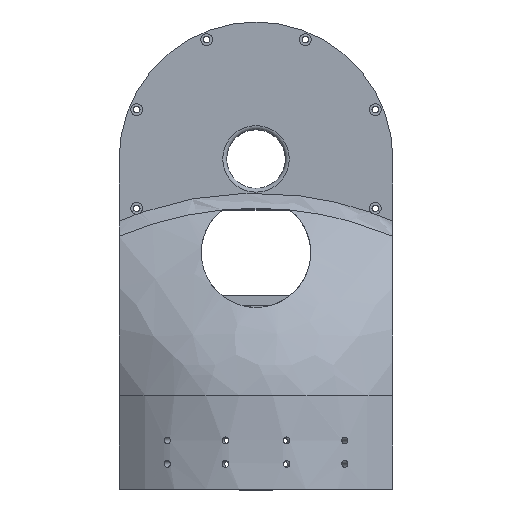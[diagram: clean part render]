
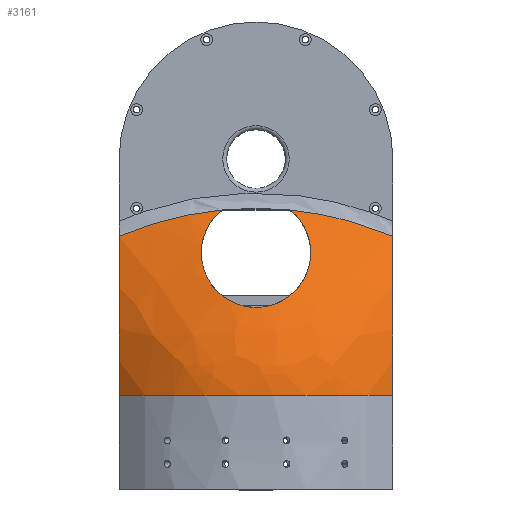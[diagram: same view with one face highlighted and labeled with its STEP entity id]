
A CAD part, top view. The second image highlights one B-rep face of the part: STEP entity #3161.
In plain terms, the highlighted free-form (B-spline) face has degree [3, 3] with [8, 4] control points.
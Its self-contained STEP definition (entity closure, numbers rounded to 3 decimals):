
#45=B_SPLINE_SURFACE_WITH_KNOTS('',3,3,((#7212,#7213,#7214,#7215),(#7216,
#7217,#7218,#7219),(#7220,#7221,#7222,#7223),(#7224,#7225,#7226,#7227),
(#7228,#7229,#7230,#7231),(#7232,#7233,#7234,#7235),(#7236,#7237,#7238,
#7239),(#7240,#7241,#7242,#7243)),.UNSPECIFIED.,.F.,.F.,.F.,(4,1,1,1,1,
4),(4,4),(0.,0.143,0.286,0.571,0.857,
1.),(0.035,1.),.UNSPECIFIED.);
#205=B_SPLINE_CURVE_WITH_KNOTS('',3,(#5689,#5690,#5691,#5692,#5693,#5694,
#5695,#5696,#5697,#5698,#5699,#5700),.UNSPECIFIED.,.F.,.F.,(4,2,2,2,2,4),
(-6.061,-5.295,-4.357,-2.661,
-1.16,0.),.UNSPECIFIED.);
#206=B_SPLINE_CURVE_WITH_KNOTS('',3,(#5702,#5703,#5704,#5705,#5706,#5707,
#5708,#5709,#5710,#5711,#5712,#5713),.UNSPECIFIED.,.F.,.F.,(4,2,2,2,2,4),
(-3.921,-3.31,-2.465,-1.765,
-1.011,0.),.UNSPECIFIED.);
#207=B_SPLINE_CURVE_WITH_KNOTS('',3,(#5715,#5716,#5717,#5718,#5719,#5720,
#5721,#5722,#5723,#5724,#5725,#5726),.UNSPECIFIED.,.F.,.F.,(4,2,2,2,2,4),
(-6.079,-5.346,-4.648,-2.941,
-1.277,-0.021),.UNSPECIFIED.);
#228=B_SPLINE_CURVE_WITH_KNOTS('',3,(#6332,#6333,#6334,#6335,#6336),
 .UNSPECIFIED.,.F.,.F.,(4,1,4),(9.345,10.737,15.032),
 .UNSPECIFIED.);
#232=B_SPLINE_CURVE_WITH_KNOTS('',3,(#6353,#6354,#6355,#6356,#6357),
 .UNSPECIFIED.,.F.,.F.,(4,1,4),(0.,2.147,
5.688),.UNSPECIFIED.);
#274=B_SPLINE_CURVE_WITH_KNOTS('',3,(#7245,#7246,#7247,#7248),
 .UNSPECIFIED.,.F.,.F.,(4,4),(0.041,1.),.UNSPECIFIED.);
#275=B_SPLINE_CURVE_WITH_KNOTS('',3,(#7250,#7251,#7252,#7253),
 .UNSPECIFIED.,.F.,.F.,(4,4),(0.041,1.),.UNSPECIFIED.);
#845=FACE_OUTER_BOUND('',#1075,.T.);
#1075=EDGE_LOOP('',(#2862,#2863,#2864,#2865,#2866,#2867,#2868,#2869));
#1231=CIRCLE('',#3450,100.);
#1369=VERTEX_POINT('',#5683);
#1370=VERTEX_POINT('',#5688);
#1371=VERTEX_POINT('',#5701);
#1372=VERTEX_POINT('',#5714);
#1496=VERTEX_POINT('',#6325);
#1499=VERTEX_POINT('',#6352);
#1546=VERTEX_POINT('',#7042);
#1549=VERTEX_POINT('',#7244);
#1749=EDGE_CURVE('',#1369,#1370,#205,.T.);
#1750=EDGE_CURVE('',#1370,#1371,#206,.T.);
#1751=EDGE_CURVE('',#1371,#1372,#207,.T.);
#1926=EDGE_CURVE('',#1369,#1496,#228,.T.);
#1930=EDGE_CURVE('',#1499,#1372,#232,.T.);
#2001=EDGE_CURVE('',#1496,#1549,#274,.T.);
#2002=EDGE_CURVE('',#1549,#1546,#1231,.T.);
#2003=EDGE_CURVE('',#1499,#1546,#275,.T.);
#2862=ORIENTED_EDGE('',*,*,#1750,.F.);
#2863=ORIENTED_EDGE('',*,*,#1749,.F.);
#2864=ORIENTED_EDGE('',*,*,#1926,.T.);
#2865=ORIENTED_EDGE('',*,*,#2001,.T.);
#2866=ORIENTED_EDGE('',*,*,#2002,.T.);
#2867=ORIENTED_EDGE('',*,*,#2003,.F.);
#2868=ORIENTED_EDGE('',*,*,#1930,.T.);
#2869=ORIENTED_EDGE('',*,*,#1751,.F.);
#3161=ADVANCED_FACE('',(#845),#45,.F.);
#3450=AXIS2_PLACEMENT_3D('',#7249,#4152,#4153);
#4152=DIRECTION('center_axis',(0.,1.,0.));
#4153=DIRECTION('ref_axis',(0.7,0.,0.714));
#5683=CARTESIAN_POINT('',(-17.47,123.881,45.853));
#5688=CARTESIAN_POINT('',(-17.321,80.,79.746));
#5689=CARTESIAN_POINT('Ctrl Pts',(-17.47,123.881,45.853));
#5690=CARTESIAN_POINT('Ctrl Pts',(-19.287,122.431,46.923));
#5691=CARTESIAN_POINT('Ctrl Pts',(-20.869,120.798,48.133));
#5692=CARTESIAN_POINT('Ctrl Pts',(-23.854,116.908,51.031));
#5693=CARTESIAN_POINT('Ctrl Pts',(-25.139,114.595,52.765));
#5694=CARTESIAN_POINT('Ctrl Pts',(-27.766,107.883,57.83));
#5695=CARTESIAN_POINT('Ctrl Pts',(-28.331,103.28,61.34));
#5696=CARTESIAN_POINT('Ctrl Pts',(-27.362,94.844,67.874));
#5697=CARTESIAN_POINT('Ctrl Pts',(-26.057,90.945,70.939));
#5698=CARTESIAN_POINT('Ctrl Pts',(-22.227,84.673,75.948));
#5699=CARTESIAN_POINT('Ctrl Pts',(-20.032,82.135,78.002));
#5700=CARTESIAN_POINT('Ctrl Pts',(-17.321,80.,79.746));
#5701=CARTESIAN_POINT('',(17.321,80.,79.746));
#5702=CARTESIAN_POINT('Ctrl Pts',(-17.321,80.,79.746));
#5703=CARTESIAN_POINT('Ctrl Pts',(-15.893,78.876,80.664));
#5704=CARTESIAN_POINT('Ctrl Pts',(-14.323,77.865,81.495));
#5705=CARTESIAN_POINT('Ctrl Pts',(-10.268,75.818,83.182));
#5706=CARTESIAN_POINT('Ctrl Pts',(-7.695,74.935,83.914));
#5707=CARTESIAN_POINT('Ctrl Pts',(-2.695,74.035,84.662));
#5708=CARTESIAN_POINT('Ctrl Pts',(-0.379,73.906,84.769));
#5709=CARTESIAN_POINT('Ctrl Pts',(4.434,74.24,84.491));
#5710=CARTESIAN_POINT('Ctrl Pts',(6.854,74.744,84.072));
#5711=CARTESIAN_POINT('Ctrl Pts',(12.211,76.595,82.541));
#5712=CARTESIAN_POINT('Ctrl Pts',(14.956,78.139,81.267));
#5713=CARTESIAN_POINT('Ctrl Pts',(17.321,80.,79.746));
#5714=CARTESIAN_POINT('',(17.47,123.881,45.853));
#5715=CARTESIAN_POINT('Ctrl Pts',(17.321,80.,79.746));
#5716=CARTESIAN_POINT('Ctrl Pts',(19.038,81.352,78.642));
#5717=CARTESIAN_POINT('Ctrl Pts',(20.548,82.866,77.412));
#5718=CARTESIAN_POINT('Ctrl Pts',(23.081,86.027,74.866));
#5719=CARTESIAN_POINT('Ctrl Pts',(24.128,87.666,73.554));
#5720=CARTESIAN_POINT('Ctrl Pts',(27.092,93.528,68.9));
#5721=CARTESIAN_POINT('Ctrl Pts',(28.095,98.088,65.344));
#5722=CARTESIAN_POINT('Ctrl Pts',(27.893,107.057,58.455));
#5723=CARTESIAN_POINT('Ctrl Pts',(26.742,111.513,55.08));
#5724=CARTESIAN_POINT('Ctrl Pts',(22.782,118.653,49.725));
#5725=CARTESIAN_POINT('Ctrl Pts',(20.442,121.508,47.603));
#5726=CARTESIAN_POINT('Ctrl Pts',(17.47,123.881,45.853));
#6325=CARTESIAN_POINT('',(-70.,110.534,45.259));
#6332=CARTESIAN_POINT('Ctrl Pts',(-17.47,123.883,45.852));
#6333=CARTESIAN_POINT('Ctrl Pts',(-21.892,123.447,45.841));
#6334=CARTESIAN_POINT('Ctrl Pts',(-39.878,120.995,45.775));
#6335=CARTESIAN_POINT('Ctrl Pts',(-57.364,115.801,45.619));
#6336=CARTESIAN_POINT('Ctrl Pts',(-70.,110.534,45.259));
#6352=CARTESIAN_POINT('',(70.,110.534,45.259));
#6353=CARTESIAN_POINT('Ctrl Pts',(70.,110.534,45.259));
#6354=CARTESIAN_POINT('Ctrl Pts',(63.682,113.167,45.439));
#6355=CARTESIAN_POINT('Ctrl Pts',(46.586,119.274,45.736));
#6356=CARTESIAN_POINT('Ctrl Pts',(28.706,122.771,45.828));
#6357=CARTESIAN_POINT('Ctrl Pts',(17.47,123.881,45.854));
#7042=CARTESIAN_POINT('',(70.,29.,71.414));
#7212=CARTESIAN_POINT('Ctrl Pts',(-70.,111.03,44.934));
#7213=CARTESIAN_POINT('Ctrl Pts',(-70.,84.151,62.588));
#7214=CARTESIAN_POINT('Ctrl Pts',(-70.,59.942,71.414));
#7215=CARTESIAN_POINT('Ctrl Pts',(-70.,29.,71.414));
#7216=CARTESIAN_POINT('Ctrl Pts',(-63.729,113.597,45.12));
#7217=CARTESIAN_POINT('Ctrl Pts',(-64.084,85.805,64.546));
#7218=CARTESIAN_POINT('Ctrl Pts',(-64.726,59.942,76.584));
#7219=CARTESIAN_POINT('Ctrl Pts',(-64.726,29.,76.584));
#7220=CARTESIAN_POINT('Ctrl Pts',(-50.85,118.038,45.438));
#7221=CARTESIAN_POINT('Ctrl Pts',(-51.613,88.678,67.921));
#7222=CARTESIAN_POINT('Ctrl Pts',(-53.026,59.942,85.741));
#7223=CARTESIAN_POINT('Ctrl Pts',(-53.026,29.,85.741));
#7224=CARTESIAN_POINT('Ctrl Pts',(-24.123,124.03,45.864));
#7225=CARTESIAN_POINT('Ctrl Pts',(-24.831,92.575,72.462));
#7226=CARTESIAN_POINT('Ctrl Pts',(-26.184,59.942,98.509));
#7227=CARTESIAN_POINT('Ctrl Pts',(-26.184,29.,98.509));
#7228=CARTESIAN_POINT('Ctrl Pts',(10.391,125.929,45.998));
#7229=CARTESIAN_POINT('Ctrl Pts',(10.742,93.817,73.893));
#7230=CARTESIAN_POINT('Ctrl Pts',(11.423,59.942,102.703));
#7231=CARTESIAN_POINT('Ctrl Pts',(11.423,29.,102.703));
#7232=CARTESIAN_POINT('Ctrl Pts',(44.412,120.262,45.597));
#7233=CARTESIAN_POINT('Ctrl Pts',(45.38,90.117,69.612));
#7234=CARTESIAN_POINT('Ctrl Pts',(47.192,59.942,90.35));
#7235=CARTESIAN_POINT('Ctrl Pts',(47.192,29.,90.35));
#7236=CARTESIAN_POINT('Ctrl Pts',(63.729,113.597,45.12));
#7237=CARTESIAN_POINT('Ctrl Pts',(64.083,85.805,64.545));
#7238=CARTESIAN_POINT('Ctrl Pts',(64.726,59.942,76.584));
#7239=CARTESIAN_POINT('Ctrl Pts',(64.726,29.,76.584));
#7240=CARTESIAN_POINT('Ctrl Pts',(70.,111.03,44.934));
#7241=CARTESIAN_POINT('Ctrl Pts',(70.,84.151,62.588));
#7242=CARTESIAN_POINT('Ctrl Pts',(70.,59.942,71.414));
#7243=CARTESIAN_POINT('Ctrl Pts',(70.,29.,71.414));
#7244=CARTESIAN_POINT('',(-70.,29.,71.414));
#7245=CARTESIAN_POINT('Ctrl Pts',(-70.,110.534,45.259));
#7246=CARTESIAN_POINT('Ctrl Pts',(-70.,83.853,62.696));
#7247=CARTESIAN_POINT('Ctrl Pts',(-70.,59.752,71.414));
#7248=CARTESIAN_POINT('Ctrl Pts',(-70.,29.,71.414));
#7249=CARTESIAN_POINT('Origin',(0.,29.,0.));
#7250=CARTESIAN_POINT('Ctrl Pts',(70.,110.534,45.259));
#7251=CARTESIAN_POINT('Ctrl Pts',(70.,83.853,62.696));
#7252=CARTESIAN_POINT('Ctrl Pts',(70.,59.752,71.414));
#7253=CARTESIAN_POINT('Ctrl Pts',(70.,29.,71.414));
